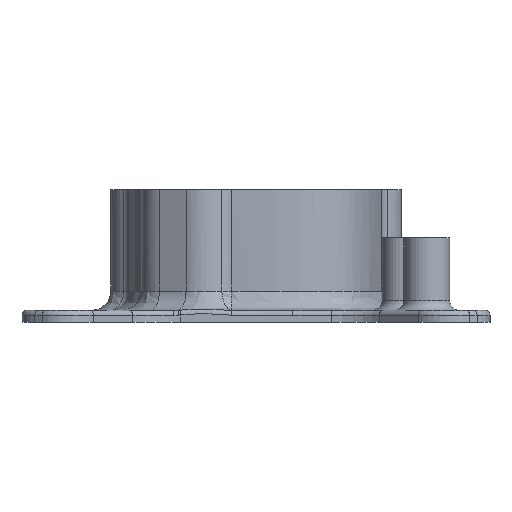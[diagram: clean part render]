
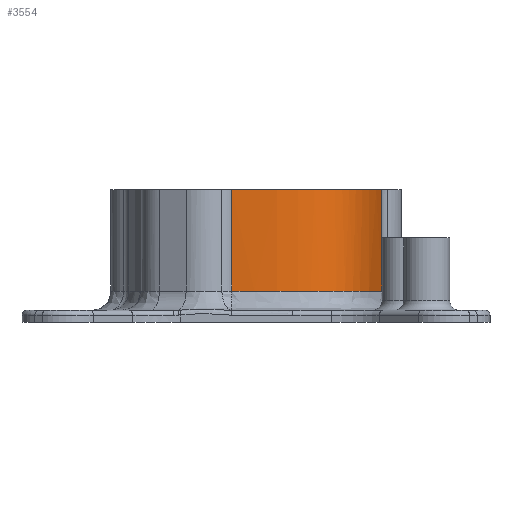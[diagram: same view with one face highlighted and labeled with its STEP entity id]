
A CAD part, left-side view. The second image highlights one B-rep face of the part: STEP entity #3554.
In plain terms, the highlighted free-form (B-spline) face has degree [3, 1] with [19, 2] control points.
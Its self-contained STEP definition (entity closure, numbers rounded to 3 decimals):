
#115=B_SPLINE_SURFACE_WITH_KNOTS('',3,1,((#10083,#10084),(#10085,#10086),
(#10087,#10088),(#10089,#10090),(#10091,#10092),(#10093,#10094),(#10095,
#10096),(#10097,#10098),(#10099,#10100),(#10101,#10102),(#10103,#10104),
(#10105,#10106),(#10107,#10108),(#10109,#10110),(#10111,#10112),(#10113,
#10114),(#10115,#10116),(#10117,#10118),(#10119,#10120)),.UNSPECIFIED.,
 .F.,.F.,.F.,(4,3,3,3,3,3,4),(2,2),(-5.908,-5.669,
-4.554,-3.806,-2.585,-1.416,
-0.403),(0.,2.5),.UNSPECIFIED.);
#436=FACE_OUTER_BOUND('',#667,.T.);
#667=EDGE_LOOP('',(#3192,#3193,#3194,#3195));
#731=B_SPLINE_CURVE_WITH_KNOTS('',3,(#5557,#5558,#5559,#5560,#5561,#5562,
#5563,#5564,#5565,#5566,#5567,#5568,#5569,#5570,#5571,#5572,#5573),
 .UNSPECIFIED.,.F.,.F.,(4,2,2,2,2,1,2,1,1,4),(0.,1.075,
2.017,2.74,3.407,4.064,4.721,
4.832,4.888,4.943),.UNSPECIFIED.);
#792=B_SPLINE_CURVE_WITH_KNOTS('',3,(#6911,#6912,#6913,#6914,#6915,#6916,
#6917,#6918,#6919,#6920,#6921,#6922,#6923,#6924,#6925,#6926,#6927,#6928,
#6929),.UNSPECIFIED.,.F.,.F.,(4,3,3,3,3,3,4),(-5.908,-5.669,
-4.554,-3.806,-2.585,-1.416,
-0.403),.UNSPECIFIED.);
#1039=LINE('',#9922,#1215);
#1049=LINE('',#10082,#1225);
#1215=VECTOR('',#4517,10.);
#1225=VECTOR('',#4531,10.);
#1543=VERTEX_POINT('',#5536);
#1544=VERTEX_POINT('',#5556);
#1634=VERTEX_POINT('',#6909);
#1635=VERTEX_POINT('',#6910);
#1930=EDGE_CURVE('',#1543,#1544,#731,.T.);
#2078=EDGE_CURVE('',#1634,#1635,#792,.T.);
#2221=EDGE_CURVE('',#1544,#1634,#1039,.T.);
#2231=EDGE_CURVE('',#1543,#1635,#1049,.T.);
#3192=ORIENTED_EDGE('',*,*,#1930,.F.);
#3193=ORIENTED_EDGE('',*,*,#2231,.T.);
#3194=ORIENTED_EDGE('',*,*,#2078,.F.);
#3195=ORIENTED_EDGE('',*,*,#2221,.F.);
#3554=ADVANCED_FACE('',(#436),#115,.T.);
#4517=DIRECTION('',(0.,0.,1.));
#4531=DIRECTION('',(0.,0.,1.));
#5536=CARTESIAN_POINT('',(-12.024,-26.038,6.5));
#5556=CARTESIAN_POINT('',(-33.985,5.02,6.5));
#5557=CARTESIAN_POINT('Ctrl Pts',(-12.024,-26.038,6.5));
#5558=CARTESIAN_POINT('Ctrl Pts',(-15.342,-25.359,6.5));
#5559=CARTESIAN_POINT('Ctrl Pts',(-18.616,-24.437,6.5));
#5560=CARTESIAN_POINT('Ctrl Pts',(-24.298,-22.117,6.5));
#5561=CARTESIAN_POINT('Ctrl Pts',(-26.724,-20.79,6.5));
#5562=CARTESIAN_POINT('Ctrl Pts',(-30.09,-17.838,6.5));
#5563=CARTESIAN_POINT('Ctrl Pts',(-31.23,-16.357,6.5));
#5564=CARTESIAN_POINT('Ctrl Pts',(-32.835,-13.065,6.5));
#5565=CARTESIAN_POINT('Ctrl Pts',(-33.374,-11.205,6.5));
#5566=CARTESIAN_POINT('Ctrl Pts',(-34.062,-7.424,6.5));
#5567=CARTESIAN_POINT('Ctrl Pts',(-34.387,-3.386,6.5));
#5568=CARTESIAN_POINT('Ctrl Pts',(-34.263,0.785,6.5));
#5569=CARTESIAN_POINT('Ctrl Pts',(-34.116,3.238,6.5));
#5570=CARTESIAN_POINT('Ctrl Pts',(-34.081,3.769,6.5));
#5571=CARTESIAN_POINT('Ctrl Pts',(-34.028,4.484,6.5));
#5572=CARTESIAN_POINT('Ctrl Pts',(-34.,4.835,6.5));
#5573=CARTESIAN_POINT('Ctrl Pts',(-33.985,5.02,6.5));
#6909=CARTESIAN_POINT('',(-33.985,5.02,27.5));
#6910=CARTESIAN_POINT('',(-12.024,-26.038,27.5));
#6911=CARTESIAN_POINT('Ctrl Pts',(-33.985,5.02,27.5));
#6912=CARTESIAN_POINT('Ctrl Pts',(-34.039,4.369,27.5));
#6913=CARTESIAN_POINT('Ctrl Pts',(-34.091,3.651,27.5));
#6914=CARTESIAN_POINT('Ctrl Pts',(-34.137,2.885,27.5));
#6915=CARTESIAN_POINT('Ctrl Pts',(-34.353,-0.701,27.5));
#6916=CARTESIAN_POINT('Ctrl Pts',(-34.444,-5.324,27.5));
#6917=CARTESIAN_POINT('Ctrl Pts',(-33.722,-9.296,27.5));
#6918=CARTESIAN_POINT('Ctrl Pts',(-33.242,-11.933,27.5));
#6919=CARTESIAN_POINT('Ctrl Pts',(-32.549,-13.652,27.5));
#6920=CARTESIAN_POINT('Ctrl Pts',(-32.065,-14.645,27.5));
#6921=CARTESIAN_POINT('Ctrl Pts',(-31.275,-16.266,27.5));
#6922=CARTESIAN_POINT('Ctrl Pts',(-30.162,-17.773,27.5));
#6923=CARTESIAN_POINT('Ctrl Pts',(-28.631,-19.117,27.5));
#6924=CARTESIAN_POINT('Ctrl Pts',(-27.169,-20.4,27.5));
#6925=CARTESIAN_POINT('Ctrl Pts',(-25.02,-21.82,27.5));
#6926=CARTESIAN_POINT('Ctrl Pts',(-21.649,-23.199,27.5));
#6927=CARTESIAN_POINT('Ctrl Pts',(-18.724,-24.396,27.5));
#6928=CARTESIAN_POINT('Ctrl Pts',(-15.426,-25.341,27.5));
#6929=CARTESIAN_POINT('Ctrl Pts',(-12.024,-26.038,27.5));
#9922=CARTESIAN_POINT('',(-33.985,5.02,2.5));
#10082=CARTESIAN_POINT('',(-12.024,-26.038,2.5));
#10083=CARTESIAN_POINT('Ctrl Pts',(-33.985,5.02,2.5));
#10084=CARTESIAN_POINT('Ctrl Pts',(-33.985,5.02,27.5));
#10085=CARTESIAN_POINT('Ctrl Pts',(-34.039,4.369,2.5));
#10086=CARTESIAN_POINT('Ctrl Pts',(-34.039,4.369,27.5));
#10087=CARTESIAN_POINT('Ctrl Pts',(-34.091,3.651,2.5));
#10088=CARTESIAN_POINT('Ctrl Pts',(-34.091,3.651,27.5));
#10089=CARTESIAN_POINT('Ctrl Pts',(-34.137,2.885,2.5));
#10090=CARTESIAN_POINT('Ctrl Pts',(-34.137,2.885,27.5));
#10091=CARTESIAN_POINT('Ctrl Pts',(-34.353,-0.701,
2.5));
#10092=CARTESIAN_POINT('Ctrl Pts',(-34.353,-0.701,
27.5));
#10093=CARTESIAN_POINT('Ctrl Pts',(-34.444,-5.324,
2.5));
#10094=CARTESIAN_POINT('Ctrl Pts',(-34.444,-5.324,
27.5));
#10095=CARTESIAN_POINT('Ctrl Pts',(-33.722,-9.296,
2.5));
#10096=CARTESIAN_POINT('Ctrl Pts',(-33.722,-9.296,
27.5));
#10097=CARTESIAN_POINT('Ctrl Pts',(-33.242,-11.933,
2.5));
#10098=CARTESIAN_POINT('Ctrl Pts',(-33.242,-11.933,
27.5));
#10099=CARTESIAN_POINT('Ctrl Pts',(-32.549,-13.652,
2.5));
#10100=CARTESIAN_POINT('Ctrl Pts',(-32.549,-13.652,
27.5));
#10101=CARTESIAN_POINT('Ctrl Pts',(-32.065,-14.645,
2.5));
#10102=CARTESIAN_POINT('Ctrl Pts',(-32.065,-14.645,
27.5));
#10103=CARTESIAN_POINT('Ctrl Pts',(-31.275,-16.266,
2.5));
#10104=CARTESIAN_POINT('Ctrl Pts',(-31.275,-16.266,
27.5));
#10105=CARTESIAN_POINT('Ctrl Pts',(-30.162,-17.773,2.5));
#10106=CARTESIAN_POINT('Ctrl Pts',(-30.162,-17.773,27.5));
#10107=CARTESIAN_POINT('Ctrl Pts',(-28.631,-19.117,
2.5));
#10108=CARTESIAN_POINT('Ctrl Pts',(-28.631,-19.117,
27.5));
#10109=CARTESIAN_POINT('Ctrl Pts',(-27.169,-20.4,
2.5));
#10110=CARTESIAN_POINT('Ctrl Pts',(-27.169,-20.4,
27.5));
#10111=CARTESIAN_POINT('Ctrl Pts',(-25.02,-21.82,
2.5));
#10112=CARTESIAN_POINT('Ctrl Pts',(-25.02,-21.82,
27.5));
#10113=CARTESIAN_POINT('Ctrl Pts',(-21.649,-23.199,
2.5));
#10114=CARTESIAN_POINT('Ctrl Pts',(-21.649,-23.199,
27.5));
#10115=CARTESIAN_POINT('Ctrl Pts',(-18.724,-24.396,
2.5));
#10116=CARTESIAN_POINT('Ctrl Pts',(-18.724,-24.396,
27.5));
#10117=CARTESIAN_POINT('Ctrl Pts',(-15.426,-25.341,2.5));
#10118=CARTESIAN_POINT('Ctrl Pts',(-15.426,-25.341,27.5));
#10119=CARTESIAN_POINT('Ctrl Pts',(-12.024,-26.038,
2.5));
#10120=CARTESIAN_POINT('Ctrl Pts',(-12.024,-26.038,
27.5));
